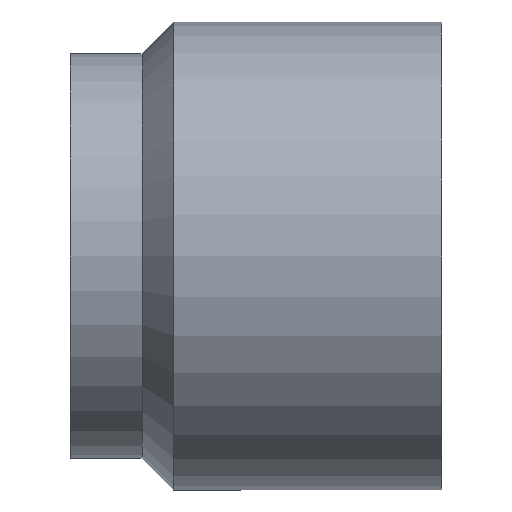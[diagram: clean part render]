
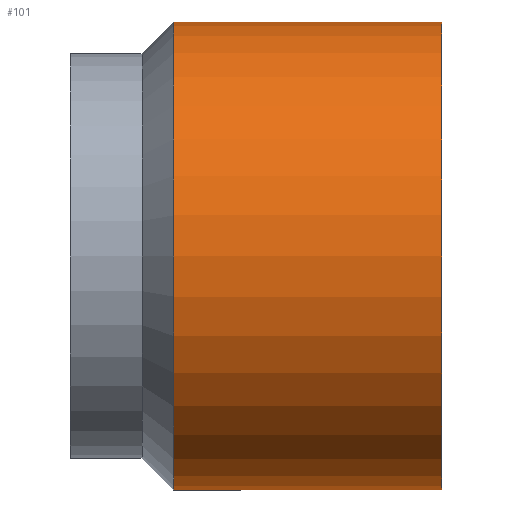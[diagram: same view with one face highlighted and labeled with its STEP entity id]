
A CAD part, left-side view. The second image highlights one B-rep face of the part: STEP entity #101.
In plain terms, the highlighted cylindrical face has radius 19.5 mm (diameter 39 mm), a partial arc.
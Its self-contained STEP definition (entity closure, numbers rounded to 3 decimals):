
#8 = VERTEX_POINT ( 'NONE', #279 ) ;
#53 = EDGE_CURVE ( 'NONE', #141, #54, #328, .T. ) ;
#54 = VERTEX_POINT ( 'NONE', #324 ) ;
#59 = VERTEX_POINT ( 'NONE', #321 ) ;
#100 = EDGE_CURVE ( 'NONE', #54, #59, #503, .T. ) ;
#101 = ADVANCED_FACE ( 'NONE', ( #501 ), #505, .T. ) ;
#102 = EDGE_LOOP ( 'NONE', ( #117, #118, #120, #121 ) ) ;
#113 = EDGE_CURVE ( 'NONE', #8, #59, #411, .T. ) ;
#117 = ORIENTED_EDGE ( 'NONE', *, *, #53, .F. ) ;
#118 = ORIENTED_EDGE ( 'NONE', *, *, #119, .T. ) ;
#119 = EDGE_CURVE ( 'NONE', #141, #8, #401, .T. ) ;
#120 = ORIENTED_EDGE ( 'NONE', *, *, #113, .T. ) ;
#121 = ORIENTED_EDGE ( 'NONE', *, *, #100, .F. ) ;
#141 = VERTEX_POINT ( 'NONE', #462 ) ;
#279 = CARTESIAN_POINT ( 'NONE',  ( 0., 22.35, -19.5 ) ) ;
#321 = CARTESIAN_POINT ( 'NONE',  ( 0., 0., -19.5 ) ) ;
#324 = CARTESIAN_POINT ( 'NONE',  ( 0., 0., 19.5 ) ) ;
#325 = DIRECTION ( 'NONE',  ( 0., -1., 0. ) ) ;
#326 = VECTOR ( 'NONE', #325, 1000. ) ;
#327 = CARTESIAN_POINT ( 'NONE',  ( 0., 0., 19.5 ) ) ;
#328 = LINE ( 'NONE', #327, #326 ) ;
#398 = DIRECTION ( 'NONE',  ( 0., 0., -1. ) ) ;
#399 = DIRECTION ( 'NONE',  ( 0., -1., 0. ) ) ;
#400 = AXIS2_PLACEMENT_3D ( 'NONE', #407, #399, #398 ) ;
#401 = CIRCLE ( 'NONE', #400, 19.5 ) ;
#407 = CARTESIAN_POINT ( 'NONE',  ( 0., 22.35, 0. ) ) ;
#408 = DIRECTION ( 'NONE',  ( 0., -1., 0. ) ) ;
#409 = VECTOR ( 'NONE', #408, 1000. ) ;
#410 = CARTESIAN_POINT ( 'NONE',  ( 0., 0., -19.5 ) ) ;
#411 = LINE ( 'NONE', #410, #409 ) ;
#462 = CARTESIAN_POINT ( 'NONE',  ( 0., 22.35, 19.5 ) ) ;
#500 = AXIS2_PLACEMENT_3D ( 'NONE', #518, #517, #502 ) ;
#501 = FACE_OUTER_BOUND ( 'NONE', #102, .T. ) ;
#502 = DIRECTION ( 'NONE',  ( 0., 0., -1. ) ) ;
#503 = CIRCLE ( 'NONE', #500, 19.5 ) ;
#504 = CARTESIAN_POINT ( 'NONE',  ( 0., 0., 0. ) ) ;
#505 = CYLINDRICAL_SURFACE ( 'NONE', #516, 19.5 ) ;
#514 = DIRECTION ( 'NONE',  ( 0., 0., -1. ) ) ;
#515 = DIRECTION ( 'NONE',  ( 0., -1., 0. ) ) ;
#516 = AXIS2_PLACEMENT_3D ( 'NONE', #504, #515, #514 ) ;
#517 = DIRECTION ( 'NONE',  ( 0., -1., 0. ) ) ;
#518 = CARTESIAN_POINT ( 'NONE',  ( 0., 0., 0. ) ) ;
